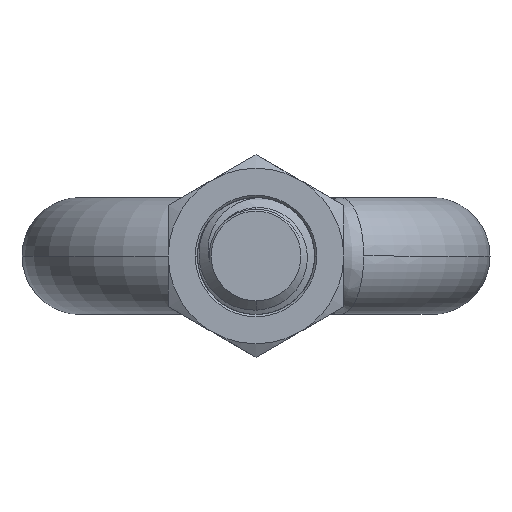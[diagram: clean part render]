
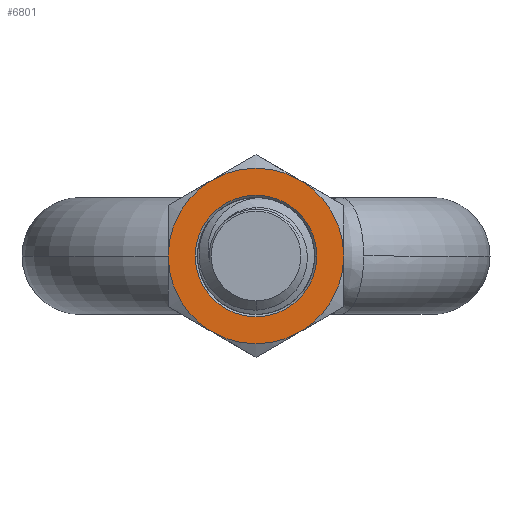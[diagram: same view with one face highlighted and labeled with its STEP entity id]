
A CAD part, front view. The second image highlights one B-rep face of the part: STEP entity #6801.
In plain terms, the highlighted planar face has unit normal (0, -1, 0).
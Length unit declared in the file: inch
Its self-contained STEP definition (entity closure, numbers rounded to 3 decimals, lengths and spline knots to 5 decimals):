
#484 = CARTESIAN_POINT ( 'NONE',  ( -0.375, -4.125, 0. ) ) ;
#486 = CARTESIAN_POINT ( 'NONE',  ( -0.1875, -4.125, 0.32476 ) ) ;
#543 = CARTESIAN_POINT ( 'NONE',  ( 0.25962, -4.125, 0. ) ) ;
#554 = CARTESIAN_POINT ( 'NONE',  ( -0.25962, -4.125, 0. ) ) ;
#598 = CARTESIAN_POINT ( 'NONE',  ( 0.375, -4.125, 0. ) ) ;
#600 = CARTESIAN_POINT ( 'NONE',  ( -0.1875, -4.125, -0.32476 ) ) ;
#602 = CARTESIAN_POINT ( 'NONE',  ( 0.1875, -4.125, 0.32476 ) ) ;
#631 = CARTESIAN_POINT ( 'NONE',  ( 0.1875, -4.125, -0.32476 ) ) ;
#906 = DIRECTION ( 'NONE',  ( 0., 0., -1. ) ) ;
#907 = DIRECTION ( 'NONE',  ( 0., -1., 0. ) ) ;
#915 = CARTESIAN_POINT ( 'NONE',  ( 0., -4.125, 0.43301 ) ) ;
#918 = PLANE ( 'NONE',  #1553 ) ;
#1281 = EDGE_CURVE ( 'NONE', #10845, #10842, #6850, .T. ) ;
#1285 = EDGE_CURVE ( 'NONE', #10698, #10701, #6852, .T. ) ;
#1286 = EDGE_CURVE ( 'NONE', #10700, #10845, #6853, .T. ) ;
#1287 = EDGE_CURVE ( 'NONE', #10668, #10700, #6854, .T. ) ;
#1290 = EDGE_CURVE ( 'NONE', #10765, #10790, #6857, .T. ) ;
#1304 = EDGE_CURVE ( 'NONE', #10790, #10765, #6872, .T. ) ;
#1315 = EDGE_CURVE ( 'NONE', #10842, #10698, #6884, .T. ) ;
#1317 = EDGE_CURVE ( 'NONE', #10701, #10668, #6886, .T. ) ;
#1496 = AXIS2_PLACEMENT_3D ( 'NONE', #7983, #7837, #7838 ) ;
#1500 = AXIS2_PLACEMENT_3D ( 'NONE', #7986, #7870, #7864 ) ;
#1501 = AXIS2_PLACEMENT_3D ( 'NONE', #7946, #7819, #7816 ) ;
#1502 = AXIS2_PLACEMENT_3D ( 'NONE', #8012, #8016, #8017 ) ;
#1503 = AXIS2_PLACEMENT_3D ( 'NONE', #7817, #8105, #7954 ) ;
#1512 = AXIS2_PLACEMENT_3D ( 'NONE', #7907, #7793, #7788 ) ;
#1515 = AXIS2_PLACEMENT_3D ( 'NONE', #8088, #8051, #8046 ) ;
#1516 = AXIS2_PLACEMENT_3D ( 'NONE', #7933, #7962, #7976 ) ;
#1553 = AXIS2_PLACEMENT_3D ( 'NONE', #915, #907, #906 ) ;
#5434 = EDGE_LOOP ( 'NONE', ( #5563, #5622 ) ) ;
#5563 = ORIENTED_EDGE ( 'NONE', *, *, #1304, .T. ) ;
#5564 = ORIENTED_EDGE ( 'NONE', *, *, #1287, .F. ) ;
#5612 = ORIENTED_EDGE ( 'NONE', *, *, #1317, .F. ) ;
#5622 = ORIENTED_EDGE ( 'NONE', *, *, #1290, .T. ) ;
#5630 = ORIENTED_EDGE ( 'NONE', *, *, #1285, .F. ) ;
#5685 = ORIENTED_EDGE ( 'NONE', *, *, #1286, .F. ) ;
#5687 = ORIENTED_EDGE ( 'NONE', *, *, #1315, .F. ) ;
#5691 = ORIENTED_EDGE ( 'NONE', *, *, #1281, .F. ) ;
#6801 = ADVANCED_FACE ( 'NONE', ( #8994, #8992 ), #918, .T. ) ;
#6850 = CIRCLE ( 'NONE', #1500, 0.375 ) ;
#6852 = CIRCLE ( 'NONE', #1502, 0.375 ) ;
#6853 = CIRCLE ( 'NONE', #1496, 0.375 ) ;
#6854 = CIRCLE ( 'NONE', #1501, 0.375 ) ;
#6857 = CIRCLE ( 'NONE', #1503, 0.25962 ) ;
#6872 = CIRCLE ( 'NONE', #1512, 0.25962 ) ;
#6884 = CIRCLE ( 'NONE', #1515, 0.375 ) ;
#6886 = CIRCLE ( 'NONE', #1516, 0.375 ) ;
#7788 = DIRECTION ( 'NONE',  ( -1., 0., 0. ) ) ;
#7793 = DIRECTION ( 'NONE',  ( 0., 1., 0. ) ) ;
#7816 = DIRECTION ( 'NONE',  ( 0., 0., -1. ) ) ;
#7817 = CARTESIAN_POINT ( 'NONE',  ( 0., -4.125, 0. ) ) ;
#7819 = DIRECTION ( 'NONE',  ( 0., 1., 0. ) ) ;
#7837 = DIRECTION ( 'NONE',  ( 0., 1., 0. ) ) ;
#7838 = DIRECTION ( 'NONE',  ( 0., 0., -1. ) ) ;
#7864 = DIRECTION ( 'NONE',  ( -1., 0., 0. ) ) ;
#7870 = DIRECTION ( 'NONE',  ( 0., 1., 0. ) ) ;
#7907 = CARTESIAN_POINT ( 'NONE',  ( 0., -4.125, 0. ) ) ;
#7933 = CARTESIAN_POINT ( 'NONE',  ( 0., -4.125, 0. ) ) ;
#7946 = CARTESIAN_POINT ( 'NONE',  ( 0., -4.125, 0. ) ) ;
#7954 = DIRECTION ( 'NONE',  ( -1., 0., 0. ) ) ;
#7962 = DIRECTION ( 'NONE',  ( 0., 1., 0. ) ) ;
#7976 = DIRECTION ( 'NONE',  ( 0., 0., -1. ) ) ;
#7983 = CARTESIAN_POINT ( 'NONE',  ( 0., -4.125, 0. ) ) ;
#7986 = CARTESIAN_POINT ( 'NONE',  ( 0., -4.125, 0. ) ) ;
#8012 = CARTESIAN_POINT ( 'NONE',  ( 0., -4.125, 0. ) ) ;
#8016 = DIRECTION ( 'NONE',  ( 0., 1., 0. ) ) ;
#8017 = DIRECTION ( 'NONE',  ( 0., 0., -1. ) ) ;
#8046 = DIRECTION ( 'NONE',  ( 0., 0., -1. ) ) ;
#8051 = DIRECTION ( 'NONE',  ( 0., 1., 0. ) ) ;
#8088 = CARTESIAN_POINT ( 'NONE',  ( 0., -4.125, 0. ) ) ;
#8105 = DIRECTION ( 'NONE',  ( 0., 1., 0. ) ) ;
#8718 = EDGE_LOOP ( 'NONE', ( #5685, #5564, #5612, #5630, #5687, #5691 ) ) ;
#8992 = FACE_OUTER_BOUND ( 'NONE', #8718, .T. ) ;
#8994 = FACE_BOUND ( 'NONE', #5434, .T. ) ;
#10668 = VERTEX_POINT ( 'NONE', #631 ) ;
#10698 = VERTEX_POINT ( 'NONE', #602 ) ;
#10700 = VERTEX_POINT ( 'NONE', #600 ) ;
#10701 = VERTEX_POINT ( 'NONE', #598 ) ;
#10765 = VERTEX_POINT ( 'NONE', #554 ) ;
#10790 = VERTEX_POINT ( 'NONE', #543 ) ;
#10842 = VERTEX_POINT ( 'NONE', #486 ) ;
#10845 = VERTEX_POINT ( 'NONE', #484 ) ;
